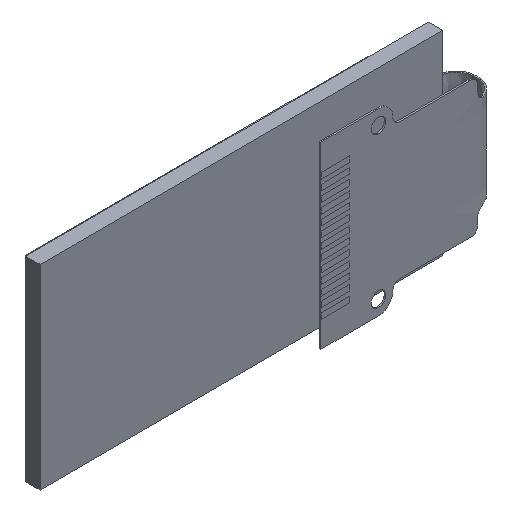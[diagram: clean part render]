
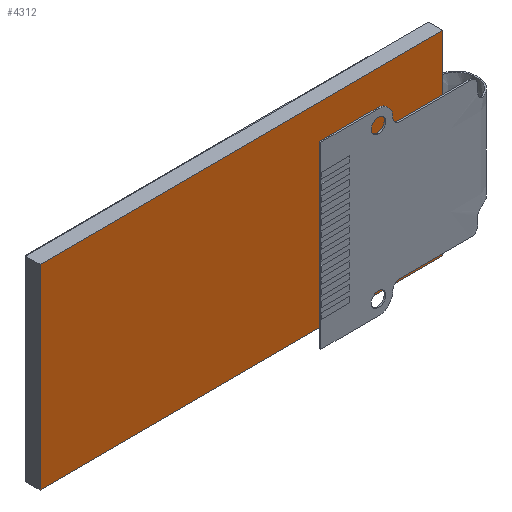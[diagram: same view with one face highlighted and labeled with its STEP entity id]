
A CAD part, isometric view. The second image highlights one B-rep face of the part: STEP entity #4312.
In plain terms, the highlighted planar face has unit normal (0.004, -1, 0).
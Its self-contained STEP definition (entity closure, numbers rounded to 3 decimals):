
#76 = DIRECTION ( 'NONE',  ( 0., 0., 1. ) ) ;
#267 = ORIENTED_EDGE ( 'NONE', *, *, #3682, .T. ) ;
#350 = VERTEX_POINT ( 'NONE', #1841 ) ;
#412 = B_SPLINE_CURVE_WITH_KNOTS ( 'NONE', 3,
 ( #3996, #5565, #2504, #6712 ),
 .UNSPECIFIED., .F., .F.,
 ( 4, 4 ),
 ( -0.014, 0.014 ),
 .UNSPECIFIED. ) ;
#867 = CARTESIAN_POINT ( 'NONE',  ( -4.655, -1.067, 6.75 ) ) ;
#961 = VERTEX_POINT ( 'NONE', #4975 ) ;
#1767 = ORIENTED_EDGE ( 'NONE', *, *, #6218, .F. ) ;
#1841 = CARTESIAN_POINT ( 'NONE',  ( 13.979, -1.002, -6.75 ) ) ;
#1955 = CARTESIAN_POINT ( 'NONE',  ( 4.662, -1.034, 6.75 ) ) ;
#2171 = EDGE_CURVE ( 'NONE', #2187, #5731, #2591, .T. ) ;
#2187 = VERTEX_POINT ( 'NONE', #4455 ) ;
#2245 = EDGE_CURVE ( 'NONE', #2187, #350, #412, .T. ) ;
#2333 = DIRECTION ( 'NONE',  ( 0., 0., 1. ) ) ;
#2375 = CARTESIAN_POINT ( 'NONE',  ( -13.971, -1.099, -6.75 ) ) ;
#2504 = CARTESIAN_POINT ( 'NONE',  ( 4.662, -1.034, -6.75 ) ) ;
#2572 = ORIENTED_EDGE ( 'NONE', *, *, #2245, .T. ) ;
#2591 = B_SPLINE_CURVE_WITH_KNOTS ( 'NONE', 3,
 ( #2375, #4025, #3511, #6574 ),
 .UNSPECIFIED., .F., .F.,
 ( 4, 4 ),
 ( -0.007, 0.007 ),
 .UNSPECIFIED. ) ;
#2690 = PLANE ( 'NONE',  #6296 ) ;
#3008 = VECTOR ( 'NONE', #2333, 1000. ) ;
#3098 = EDGE_LOOP ( 'NONE', ( #4998, #2572, #267, #1767 ) ) ;
#3435 = CARTESIAN_POINT ( 'NONE',  ( 13.979, -1.002, 6.75 ) ) ;
#3443 = LINE ( 'NONE', #4453, #3008 ) ;
#3511 = CARTESIAN_POINT ( 'NONE',  ( -13.971, -1.099, 2.25 ) ) ;
#3660 = CARTESIAN_POINT ( 'NONE',  ( -13.971, -1.099, -6.75 ) ) ;
#3682 = EDGE_CURVE ( 'NONE', #350, #961, #3443, .T. ) ;
#3996 = CARTESIAN_POINT ( 'NONE',  ( -13.971, -1.099, -6.75 ) ) ;
#4025 = CARTESIAN_POINT ( 'NONE',  ( -13.971, -1.099, -2.25 ) ) ;
#4312 = ADVANCED_FACE ( 'NONE', ( #6308 ), #2690, .F. ) ;
#4453 = CARTESIAN_POINT ( 'NONE',  ( 13.979, -1.002, -6.75 ) ) ;
#4455 = CARTESIAN_POINT ( 'NONE',  ( -13.971, -1.099, -6.75 ) ) ;
#4975 = CARTESIAN_POINT ( 'NONE',  ( 13.979, -1.002, 6.75 ) ) ;
#4998 = ORIENTED_EDGE ( 'NONE', *, *, #2171, .F. ) ;
#5565 = CARTESIAN_POINT ( 'NONE',  ( -4.655, -1.067, -6.75 ) ) ;
#5731 = VERTEX_POINT ( 'NONE', #6229 ) ;
#6010 = CARTESIAN_POINT ( 'NONE',  ( -13.971, -1.099, 6.75 ) ) ;
#6202 = DIRECTION ( 'NONE',  ( -0.003, 1., 0. ) ) ;
#6218 = EDGE_CURVE ( 'NONE', #5731, #961, #6336, .T. ) ;
#6229 = CARTESIAN_POINT ( 'NONE',  ( -13.971, -1.099, 6.75 ) ) ;
#6296 = AXIS2_PLACEMENT_3D ( 'NONE', #3660, #6202, #76 ) ;
#6308 = FACE_OUTER_BOUND ( 'NONE', #3098, .T. ) ;
#6336 = B_SPLINE_CURVE_WITH_KNOTS ( 'NONE', 3,
 ( #6010, #867, #1955, #3435 ),
 .UNSPECIFIED., .F., .F.,
 ( 4, 4 ),
 ( -0.014, 0.014 ),
 .UNSPECIFIED. ) ;
#6574 = CARTESIAN_POINT ( 'NONE',  ( -13.971, -1.099, 6.75 ) ) ;
#6712 = CARTESIAN_POINT ( 'NONE',  ( 13.979, -1.002, -6.75 ) ) ;
